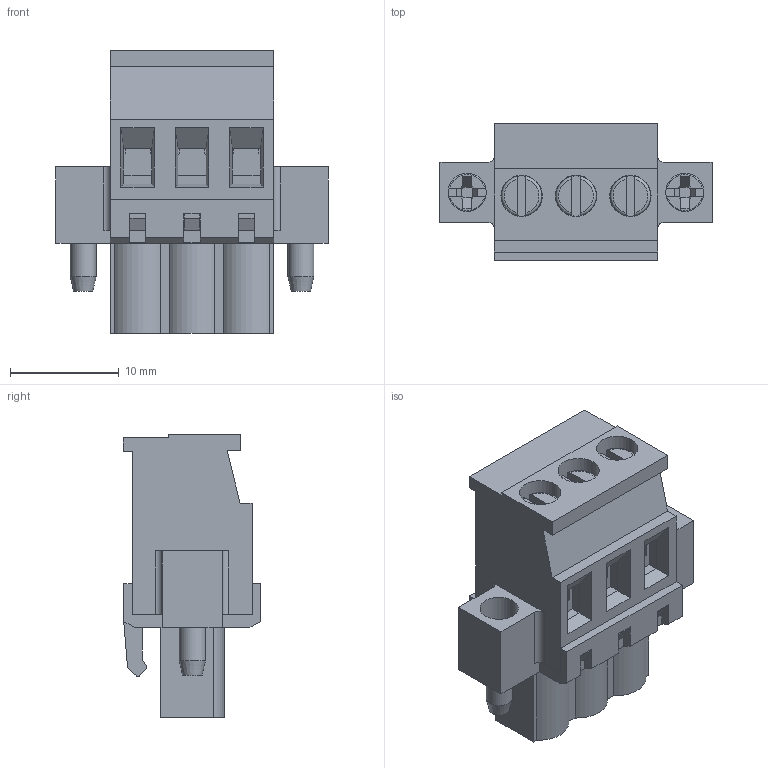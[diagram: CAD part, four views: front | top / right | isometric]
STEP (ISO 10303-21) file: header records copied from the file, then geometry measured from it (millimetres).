
FILE_DESCRIPTION(/* description */ ('Unknown'),/* implementation_level */ '2;1');
FILE_NAME(/* name */ '691345710003',/* time_stamp */ '2016-01-19T11:54:55+01:00',/* author */ ('Unknown'),/* organization */ ('Unknown'),/* preprocessor_version */ 'ST-DEVELOPER v16',/* originating_system */ 'DEX',/* authorisation */ $);
FILE_SCHEMA (('AUTOMOTIVE_DESIGN {1 0 10303 214 3 1 1}'));
Length unit declared in the file: millimetre
Products named in the file (7): 6913457100xx; 691345710003; 6913457100xx_CAGE; 6913457100xx_PIN; 6913457100xx_VIS; 6913457100xx_VIS Flange; 691345710003_BAS
Assembly tree (13 placements, depth 2):
  6913457100xx
    691345710003
    6913457100xx_CAGE  x3
    6913457100xx_PIN  x3
    6913457100xx_VIS  x3
    6913457100xx_VIS Flange  x2
    691345710003_BAS
Bounding box: 25 x 12.65 x 26 mm (x, y, z)
Volume: 2691.5 mm3; surface area: 6228.5 mm2
Topology: 13 solids, 13 shells, 712 faces, 1984 edges, 1297 vertices
Faces by surface type: plane 556, cylinder 130, torus 18, cone 8
Full cylindrical faces by diameter (mm): 1.6 x3, 2.4 x5, 2.5 x2, 2.9 x6, 3 x3, 3.5 x2, 3.7 x3, 3.8 x5
Entity records: 16343 total; most frequent: CARTESIAN_POINT 3002, ORIENTED_EDGE 2700, DIRECTION 2508, EDGE_CURVE 1350, LINE 1190, VECTOR 1190, VERTEX_POINT 898, AXIS2_PLACEMENT_3D 659
